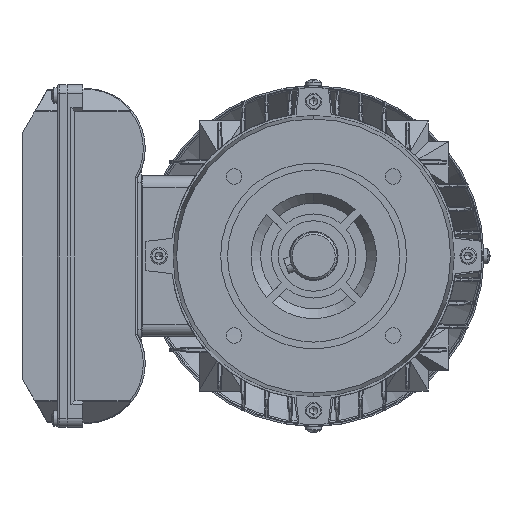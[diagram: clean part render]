
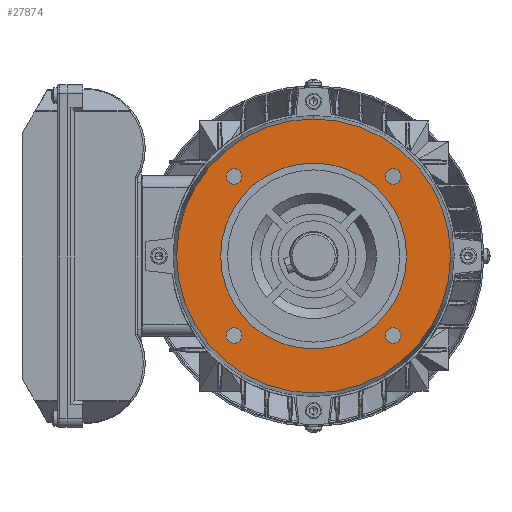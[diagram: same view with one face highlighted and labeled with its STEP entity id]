
A CAD part, left-side view. The second image highlights one B-rep face of the part: STEP entity #27874.
In plain terms, the highlighted planar face has unit normal (-1, 0, 0).
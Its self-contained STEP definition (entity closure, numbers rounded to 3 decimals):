
#535 = DIRECTION ( 'NONE',  ( 0., 0., 1. ) ) ;
#536 = DIRECTION ( 'NONE',  ( -1., 0., 0. ) ) ;
#537 = CARTESIAN_POINT ( 'NONE',  ( 3., 0., 0. ) ) ;
#538 = AXIS2_PLACEMENT_3D ( 'NONE', #537, #536, #535 ) ;
#539 = CIRCLE ( 'NONE', #538, 70. ) ;
#557 = CARTESIAN_POINT ( 'NONE',  ( 3., 0., -47.5 ) ) ;
#558 = DIRECTION ( 'NONE',  ( 0., 0., 1. ) ) ;
#559 = DIRECTION ( 'NONE',  ( -1., 0., 0. ) ) ;
#560 = CARTESIAN_POINT ( 'NONE',  ( 3., 0., 0. ) ) ;
#561 = AXIS2_PLACEMENT_3D ( 'NONE', #560, #559, #558 ) ;
#567 = CIRCLE ( 'NONE', #561, 47.5 ) ;
#636 = CARTESIAN_POINT ( 'NONE',  ( 3., 0., 70. ) ) ;
#649 = CARTESIAN_POINT ( 'NONE',  ( 3., 0., -70. ) ) ;
#650 = CARTESIAN_POINT ( 'NONE',  ( 3., 0., 47.5 ) ) ;
#872 = CARTESIAN_POINT ( 'NONE',  ( 3., -40.659, 36.659 ) ) ;
#968 = CARTESIAN_POINT ( 'NONE',  ( 3., -40.659, 44.659 ) ) ;
#969 = DIRECTION ( 'NONE',  ( 0., 0., 1. ) ) ;
#970 = DIRECTION ( 'NONE',  ( -1., 0., 0. ) ) ;
#971 = CARTESIAN_POINT ( 'NONE',  ( 3., -40.659, 40.659 ) ) ;
#972 = AXIS2_PLACEMENT_3D ( 'NONE', #971, #970, #969 ) ;
#973 = CIRCLE ( 'NONE', #972, 4. ) ;
#974 = CARTESIAN_POINT ( 'NONE',  ( 3., -40.659, -36.659 ) ) ;
#975 = CARTESIAN_POINT ( 'NONE',  ( 3., -40.659, -44.659 ) ) ;
#976 = DIRECTION ( 'NONE',  ( 0., 0., 1. ) ) ;
#977 = DIRECTION ( 'NONE',  ( -1., 0., 0. ) ) ;
#978 = CARTESIAN_POINT ( 'NONE',  ( 3., -40.659, -40.659 ) ) ;
#979 = AXIS2_PLACEMENT_3D ( 'NONE', #978, #977, #976 ) ;
#980 = CIRCLE ( 'NONE', #979, 4. ) ;
#7599 = DIRECTION ( 'NONE',  ( 0., 0., 1. ) ) ;
#7600 = DIRECTION ( 'NONE',  ( -1., 0., 0. ) ) ;
#7601 = AXIS2_PLACEMENT_3D ( 'NONE', #7606, #7600, #7599 ) ;
#7602 = CIRCLE ( 'NONE', #7601, 4. ) ;
#7606 = CARTESIAN_POINT ( 'NONE',  ( 3., 40.659, -40.659 ) ) ;
#7620 = DIRECTION ( 'NONE',  ( 0., 0., 1. ) ) ;
#7621 = DIRECTION ( 'NONE',  ( -1., 0., 0. ) ) ;
#7622 = CARTESIAN_POINT ( 'NONE',  ( 3., -40.659, -40.659 ) ) ;
#7623 = AXIS2_PLACEMENT_3D ( 'NONE', #7622, #7621, #7620 ) ;
#7624 = CIRCLE ( 'NONE', #7623, 4. ) ;
#7640 = DIRECTION ( 'NONE',  ( 0., 0., 1. ) ) ;
#7641 = DIRECTION ( 'NONE',  ( -1., 0., 0. ) ) ;
#7642 = CARTESIAN_POINT ( 'NONE',  ( 3., 40.659, 40.659 ) ) ;
#7643 = AXIS2_PLACEMENT_3D ( 'NONE', #7642, #7641, #7640 ) ;
#7644 = CIRCLE ( 'NONE', #7643, 4. ) ;
#7788 = CARTESIAN_POINT ( 'NONE',  ( 3., -28.387, 0. ) ) ;
#7789 = AXIS2_PLACEMENT_3D ( 'NONE', #7788, #7844, #7843 ) ;
#7790 = PLANE ( 'NONE',  #7789 ) ;
#7791 = FACE_BOUND ( 'NONE', #27769, .T. ) ;
#7792 = FACE_OUTER_BOUND ( 'NONE', #27760, .T. ) ;
#7793 = FACE_BOUND ( 'NONE', #27748, .T. ) ;
#7794 = FACE_BOUND ( 'NONE', #27737, .T. ) ;
#7795 = FACE_BOUND ( 'NONE', #27889, .T. ) ;
#7796 = FACE_BOUND ( 'NONE', #27876, .T. ) ;
#7798 = DIRECTION ( 'NONE',  ( 0., 0., 1. ) ) ;
#7799 = DIRECTION ( 'NONE',  ( -1., 0., 0. ) ) ;
#7800 = CARTESIAN_POINT ( 'NONE',  ( 3., 0., 0. ) ) ;
#7801 = AXIS2_PLACEMENT_3D ( 'NONE', #7800, #7799, #7798 ) ;
#7802 = CIRCLE ( 'NONE', #7801, 70. ) ;
#7823 = DIRECTION ( 'NONE',  ( 0., 0., 1. ) ) ;
#7824 = DIRECTION ( 'NONE',  ( -1., 0., 0. ) ) ;
#7825 = CARTESIAN_POINT ( 'NONE',  ( 3., -40.659, 40.659 ) ) ;
#7826 = AXIS2_PLACEMENT_3D ( 'NONE', #7825, #7824, #7823 ) ;
#7827 = CIRCLE ( 'NONE', #7826, 4. ) ;
#7843 = DIRECTION ( 'NONE',  ( 0., 0., 1. ) ) ;
#7844 = DIRECTION ( 'NONE',  ( -1., 0., 0. ) ) ;
#8000 = CARTESIAN_POINT ( 'NONE',  ( 3., 0., 0. ) ) ;
#8045 = DIRECTION ( 'NONE',  ( 0., 0., 1. ) ) ;
#8046 = DIRECTION ( 'NONE',  ( -1., 0., 0. ) ) ;
#8047 = AXIS2_PLACEMENT_3D ( 'NONE', #8000, #8046, #8045 ) ;
#8048 = CIRCLE ( 'NONE', #8047, 47.5 ) ;
#23923 = EDGE_CURVE ( 'NONE', #23924, #23925, #71661, .T. ) ;
#23924 = VERTEX_POINT ( 'NONE', #71646 ) ;
#23925 = VERTEX_POINT ( 'NONE', #71644 ) ;
#23934 = EDGE_CURVE ( 'NONE', #23937, #23938, #71606, .T. ) ;
#23937 = VERTEX_POINT ( 'NONE', #71600 ) ;
#23938 = VERTEX_POINT ( 'NONE', #71598 ) ;
#24198 = EDGE_CURVE ( 'NONE', #24244, #24274, #539, .T. ) ;
#24217 = EDGE_CURVE ( 'NONE', #24272, #24218, #567, .T. ) ;
#24218 = VERTEX_POINT ( 'NONE', #557 ) ;
#24244 = VERTEX_POINT ( 'NONE', #636 ) ;
#24272 = VERTEX_POINT ( 'NONE', #650 ) ;
#24274 = VERTEX_POINT ( 'NONE', #649 ) ;
#24395 = VERTEX_POINT ( 'NONE', #872 ) ;
#24431 = EDGE_CURVE ( 'NONE', #24432, #24433, #980, .T. ) ;
#24432 = VERTEX_POINT ( 'NONE', #975 ) ;
#24433 = VERTEX_POINT ( 'NONE', #974 ) ;
#24435 = EDGE_CURVE ( 'NONE', #24395, #24436, #973, .T. ) ;
#24436 = VERTEX_POINT ( 'NONE', #968 ) ;
#27734 = EDGE_CURVE ( 'NONE', #24433, #24432, #7624, .T. ) ;
#27737 = EDGE_LOOP ( 'NONE', ( #27740, #27744 ) ) ;
#27740 = ORIENTED_EDGE ( 'NONE', *, *, #23934, .F. ) ;
#27744 = ORIENTED_EDGE ( 'NONE', *, *, #27747, .F. ) ;
#27747 = EDGE_CURVE ( 'NONE', #23938, #23937, #7602, .T. ) ;
#27748 = EDGE_LOOP ( 'NONE', ( #27751, #27756 ) ) ;
#27751 = ORIENTED_EDGE ( 'NONE', *, *, #23923, .F. ) ;
#27756 = ORIENTED_EDGE ( 'NONE', *, *, #27759, .F. ) ;
#27759 = EDGE_CURVE ( 'NONE', #23925, #23924, #7644, .T. ) ;
#27760 = EDGE_LOOP ( 'NONE', ( #27765, #27768 ) ) ;
#27765 = ORIENTED_EDGE ( 'NONE', *, *, #24198, .T. ) ;
#27768 = ORIENTED_EDGE ( 'NONE', *, *, #27872, .T. ) ;
#27769 = EDGE_LOOP ( 'NONE', ( #28020, #28024 ) ) ;
#27812 = ORIENTED_EDGE ( 'NONE', *, *, #24431, .F. ) ;
#27815 = ORIENTED_EDGE ( 'NONE', *, *, #27734, .F. ) ;
#27872 = EDGE_CURVE ( 'NONE', #24274, #24244, #7802, .T. ) ;
#27874 = ADVANCED_FACE ( 'NONE', ( #7796, #7795, #7794, #7793, #7792, #7791 ), #7790, .T. ) ;
#27876 = EDGE_LOOP ( 'NONE', ( #27881, #27885 ) ) ;
#27881 = ORIENTED_EDGE ( 'NONE', *, *, #24435, .F. ) ;
#27885 = ORIENTED_EDGE ( 'NONE', *, *, #27888, .F. ) ;
#27888 = EDGE_CURVE ( 'NONE', #24436, #24395, #7827, .T. ) ;
#27889 = EDGE_LOOP ( 'NONE', ( #27812, #27815 ) ) ;
#28020 = ORIENTED_EDGE ( 'NONE', *, *, #24217, .F. ) ;
#28024 = ORIENTED_EDGE ( 'NONE', *, *, #28027, .F. ) ;
#28027 = EDGE_CURVE ( 'NONE', #24218, #24272, #8048, .T. ) ;
#71598 = CARTESIAN_POINT ( 'NONE',  ( 3., 40.659, -36.659 ) ) ;
#71600 = CARTESIAN_POINT ( 'NONE',  ( 3., 40.659, -44.659 ) ) ;
#71601 = DIRECTION ( 'NONE',  ( 0., 0., 1. ) ) ;
#71603 = DIRECTION ( 'NONE',  ( -1., 0., 0. ) ) ;
#71604 = CARTESIAN_POINT ( 'NONE',  ( 3., 40.659, -40.659 ) ) ;
#71605 = AXIS2_PLACEMENT_3D ( 'NONE', #71604, #71603, #71601 ) ;
#71606 = CIRCLE ( 'NONE', #71605, 4. ) ;
#71644 = CARTESIAN_POINT ( 'NONE',  ( 3., 40.659, 44.659 ) ) ;
#71646 = CARTESIAN_POINT ( 'NONE',  ( 3., 40.659, 36.659 ) ) ;
#71648 = DIRECTION ( 'NONE',  ( 0., 0., 1. ) ) ;
#71649 = DIRECTION ( 'NONE',  ( -1., 0., 0. ) ) ;
#71650 = CARTESIAN_POINT ( 'NONE',  ( 3., 40.659, 40.659 ) ) ;
#71651 = AXIS2_PLACEMENT_3D ( 'NONE', #71650, #71649, #71648 ) ;
#71661 = CIRCLE ( 'NONE', #71651, 4. ) ;
